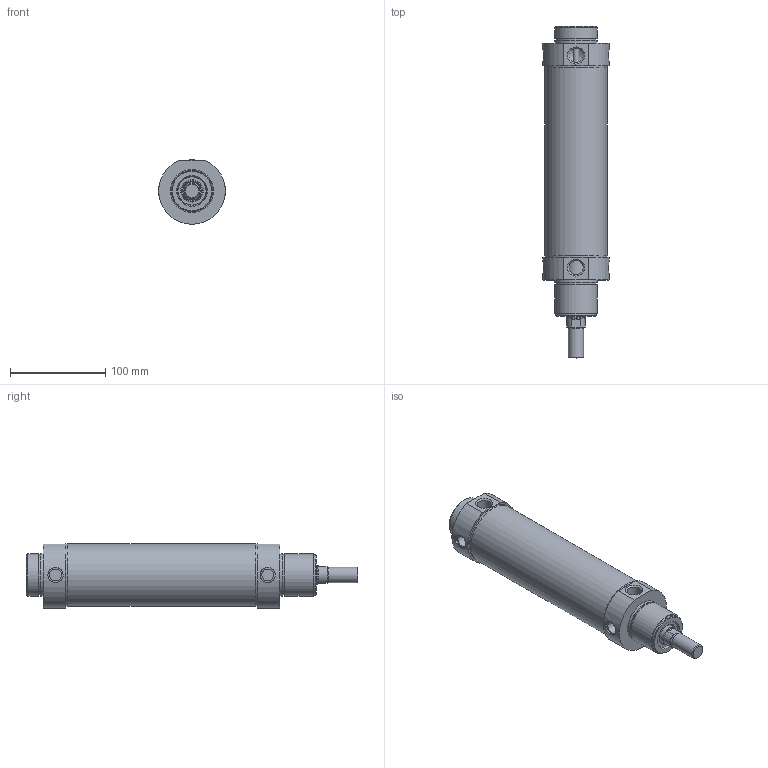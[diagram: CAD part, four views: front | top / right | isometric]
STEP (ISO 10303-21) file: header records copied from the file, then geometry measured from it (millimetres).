
FILE_DESCRIPTION((''),'2;1');
FILE_NAME('IDM063.125.GS.M.stp','2014-07-15T08:32:27',('carlo.corazza'),(''),'Autodesk Inventor 2012','Autodesk Inventor 2012','');
FILE_SCHEMA(('AUTOMOTIVE_DESIGN { 1 0 10303 214 1 1 1 1 }'));
Length unit declared in the file: millimetre
Products named in the file (5): IDM063..GS.M; TP; STELO-125; TA; CORPO-125
Assembly tree (4 placements, depth 2):
  IDM063..GS.M
    TP
    STELO-125
    TA
    CORPO-125
Bounding box: 70 x 349 x 67.75 mm (x, y, z)
Volume: 374658.4 mm3; surface area: 142085.5 mm2
Topology: 4 solids, 6 shells, 119 faces, 235 edges, 153 vertices
Faces by surface type: plane 46, cylinder 40, cone 25, torus 8
Full cylindrical faces by diameter (mm): 6 x1, 12 x1, 12.376 x4, 14.95 x2, 16 x5, 17 x1, 19 x1, 20 x2, 20.8 x1, 20.847 x1, 23 x1, 24 x2, 30 x3, 43 x4, 45 x4, 63 x1, 65.4 x1, 65.5 x2
Entity records: 3075 total; most frequent: CARTESIAN_POINT 701, DIRECTION 488, ORIENTED_EDGE 284, AXIS2_PLACEMENT_3D 235, EDGE_LOOP 220, EDGE_CURVE 142, VERTEX_POINT 128, FACE_OUTER_BOUND 119
